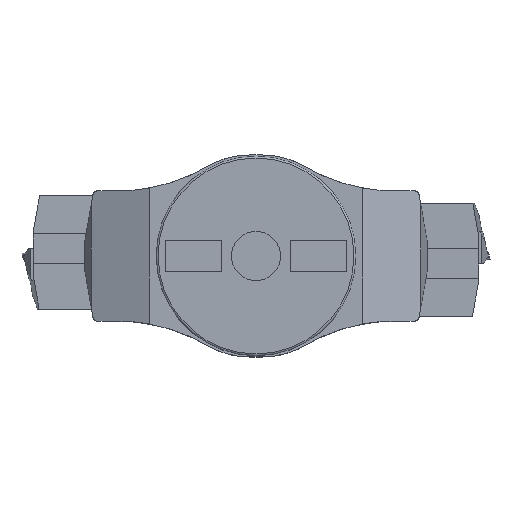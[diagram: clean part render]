
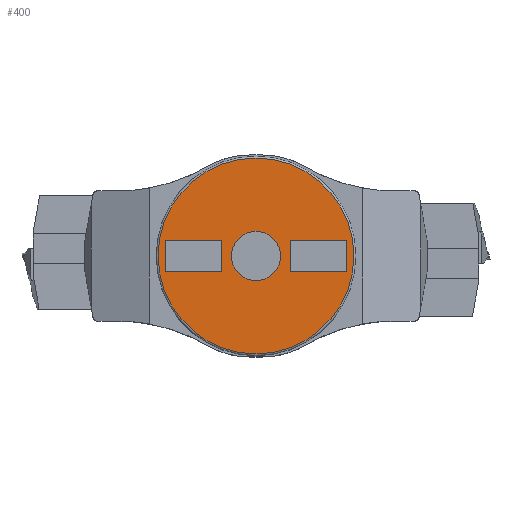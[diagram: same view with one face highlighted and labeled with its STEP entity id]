
A CAD part, top view. The second image highlights one B-rep face of the part: STEP entity #400.
In plain terms, the highlighted planar face has unit normal (0, 0, 1).
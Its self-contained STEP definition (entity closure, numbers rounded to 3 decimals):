
#400=ADVANCED_FACE('',(#1227,#1228,#1229,#1230),#552,.T.);
#552=PLANE('',#3043);
#659=LINE('',#4134,#943);
#660=LINE('',#4137,#944);
#661=LINE('',#4139,#945);
#662=LINE('',#4141,#946);
#663=LINE('',#4142,#947);
#664=LINE('',#4145,#948);
#665=LINE('',#4147,#949);
#666=LINE('',#4149,#950);
#943=VECTOR('',#3317,1.);
#944=VECTOR('',#3318,1.);
#945=VECTOR('',#3319,1.);
#946=VECTOR('',#3320,1.);
#947=VECTOR('',#3321,1.);
#948=VECTOR('',#3322,1.);
#949=VECTOR('',#3323,1.);
#950=VECTOR('',#3324,1.);
#1227=FACE_BOUND('',#1281,.T.);
#1228=FACE_BOUND('',#1282,.T.);
#1229=FACE_BOUND('',#1283,.T.);
#1230=FACE_BOUND('',#1284,.T.);
#1281=EDGE_LOOP('',(#1461));
#1282=EDGE_LOOP('',(#1462));
#1283=EDGE_LOOP('',(#1463,#1464,#1465,#1466));
#1284=EDGE_LOOP('',(#1467,#1468,#1469,#1470));
#1461=ORIENTED_EDGE('',*,*,#2471,.F.);
#1462=ORIENTED_EDGE('',*,*,#2472,.T.);
#1463=ORIENTED_EDGE('',*,*,#2473,.F.);
#1464=ORIENTED_EDGE('',*,*,#2474,.F.);
#1465=ORIENTED_EDGE('',*,*,#2475,.F.);
#1466=ORIENTED_EDGE('',*,*,#2476,.F.);
#1467=ORIENTED_EDGE('',*,*,#2477,.F.);
#1468=ORIENTED_EDGE('',*,*,#2478,.F.);
#1469=ORIENTED_EDGE('',*,*,#2479,.F.);
#1470=ORIENTED_EDGE('',*,*,#2480,.F.);
#2213=VERTEX_POINT('',#4131);
#2214=VERTEX_POINT('',#4133);
#2215=VERTEX_POINT('',#4135);
#2216=VERTEX_POINT('',#4136);
#2217=VERTEX_POINT('',#4138);
#2218=VERTEX_POINT('',#4140);
#2219=VERTEX_POINT('',#4143);
#2220=VERTEX_POINT('',#4144);
#2221=VERTEX_POINT('',#4146);
#2222=VERTEX_POINT('',#4148);
#2471=EDGE_CURVE('',#2213,#2213,#2847,.T.);
#2472=EDGE_CURVE('',#2214,#2214,#2848,.T.);
#2473=EDGE_CURVE('',#2215,#2216,#659,.T.);
#2474=EDGE_CURVE('',#2217,#2215,#660,.T.);
#2475=EDGE_CURVE('',#2218,#2217,#661,.T.);
#2476=EDGE_CURVE('',#2216,#2218,#662,.T.);
#2477=EDGE_CURVE('',#2219,#2220,#663,.T.);
#2478=EDGE_CURVE('',#2221,#2219,#664,.T.);
#2479=EDGE_CURVE('',#2222,#2221,#665,.T.);
#2480=EDGE_CURVE('',#2220,#2222,#666,.T.);
#2847=CIRCLE('',#3041,20.);
#2848=CIRCLE('',#3042,79.5);
#3041=AXIS2_PLACEMENT_3D('',#4130,#3313,#3314);
#3042=AXIS2_PLACEMENT_3D('',#4132,#3315,#3316);
#3043=AXIS2_PLACEMENT_3D('',#4150,#3325,#3326);
#3313=DIRECTION('',(0.,0.,1.));
#3314=DIRECTION('',(1.,0.,0.));
#3315=DIRECTION('',(0.,0.,1.));
#3316=DIRECTION('',(1.,0.,0.));
#3317=DIRECTION('',(0.,1.,0.));
#3318=DIRECTION('',(1.,0.,0.));
#3319=DIRECTION('',(0.,-1.,0.));
#3320=DIRECTION('',(-1.,0.,0.));
#3321=DIRECTION('',(1.,0.,0.));
#3322=DIRECTION('',(0.,-1.,0.));
#3323=DIRECTION('',(-1.,0.,0.));
#3324=DIRECTION('',(0.,1.,0.));
#3325=DIRECTION('',(0.,0.,1.));
#3326=DIRECTION('',(-1.,0.,0.));
#4130=CARTESIAN_POINT('',(0.,0.,0.));
#4131=CARTESIAN_POINT('',(20.,0.,0.));
#4132=CARTESIAN_POINT('',(0.,0.,0.));
#4133=CARTESIAN_POINT('',(79.5,0.,0.));
#4134=CARTESIAN_POINT('',(-28.25,-12.7,0.));
#4135=CARTESIAN_POINT('',(-28.25,-12.7,0.));
#4136=CARTESIAN_POINT('',(-28.25,12.7,0.));
#4137=CARTESIAN_POINT('',(-73.75,-12.7,0.));
#4138=CARTESIAN_POINT('',(-73.75,-12.7,0.));
#4139=CARTESIAN_POINT('',(-73.75,12.7,0.));
#4140=CARTESIAN_POINT('',(-73.75,12.7,0.));
#4141=CARTESIAN_POINT('',(-28.25,12.7,0.));
#4142=CARTESIAN_POINT('',(28.25,-12.7,0.));
#4143=CARTESIAN_POINT('',(28.25,-12.7,0.));
#4144=CARTESIAN_POINT('',(73.75,-12.7,0.));
#4145=CARTESIAN_POINT('',(28.25,12.7,0.));
#4146=CARTESIAN_POINT('',(28.25,12.7,0.));
#4147=CARTESIAN_POINT('',(73.75,12.7,0.));
#4148=CARTESIAN_POINT('',(73.75,12.7,0.));
#4149=CARTESIAN_POINT('',(73.75,-12.7,0.));
#4150=CARTESIAN_POINT('',(0.,0.,0.));
